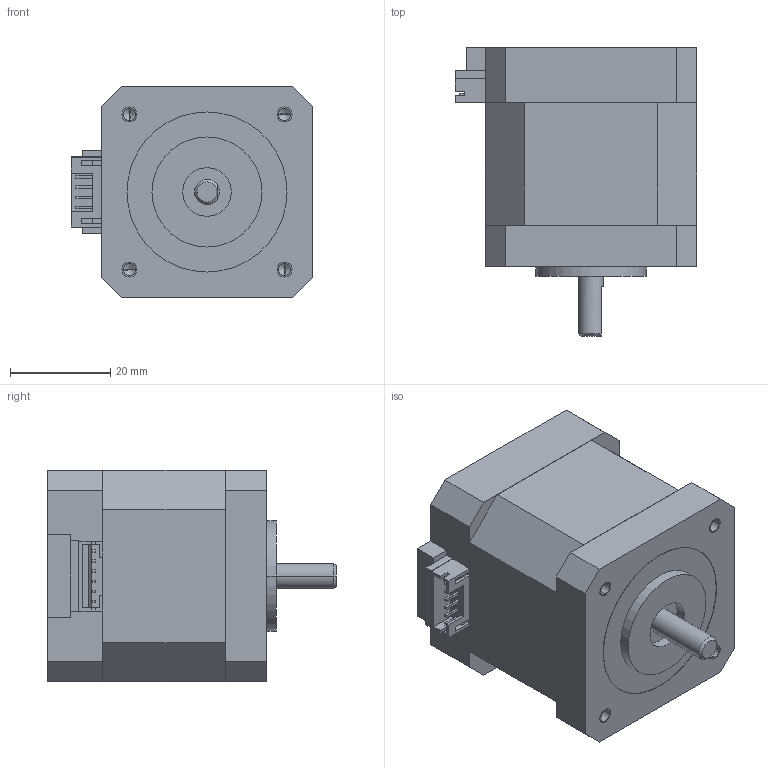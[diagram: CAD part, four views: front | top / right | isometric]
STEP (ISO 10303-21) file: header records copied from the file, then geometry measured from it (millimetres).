
FILE_DESCRIPTION((''),'2;1');
FILE_NAME('MT17HE18025M402_ASM','2017-03-21T',('Matteo Maccalli'),(''),'PRO/ENGINEER BY PARAMETRIC TECHNOLOGY CORPORATION, 2006320','PRO/ENGINEER BY PARAMETRIC TECHNOLOGY CORPORATION, 2006320','');
FILE_SCHEMA(('AUTOMOTIVE_DESIGN_CC2 { 1 2 10303 214 -1 1 5 2 }'));
Length unit declared in the file: millimetre
Products named in the file (6): FRONT_FLANGE_MT17HE_H8E2_Q_42E3; STACK_MT17HE18_H24E5_42E3; REAR_FLANGE_MT17HE_QDR11_42E3; FRONT_SHAFT_MT17HE_14SPIANATA; S6B-PH-K-S; MT17HE18025M402_ASM
Assembly tree (5 placements, depth 2):
  MT17HE18025M402_ASM
    FRONT_FLANGE_MT17HE_H8E2_Q_42E3
    STACK_MT17HE18_H24E5_42E3
    REAR_FLANGE_MT17HE_QDR11_42E3
    FRONT_SHAFT_MT17HE_14SPIANATA
    S6B-PH-K-S
Bounding box: 48.3 x 57.7 x 42.3 mm (x, y, z)
Volume: 75269.2 mm3; surface area: 19604.4 mm2
Topology: 5 solids, 13 shells, 212 faces, 554 edges, 362 vertices
Faces by surface type: plane 152, cylinder 50, cone 10
Entity records: 8714 total; most frequent: CARTESIAN_POINT 1148, DIRECTION 1118, ORIENTED_EDGE 1060, PRESENTATION_STYLE_ASSIGNMENT 609, STYLED_ITEM 567, CURVE_STYLE 546, EDGE_CURVE 546, VECTOR 424
